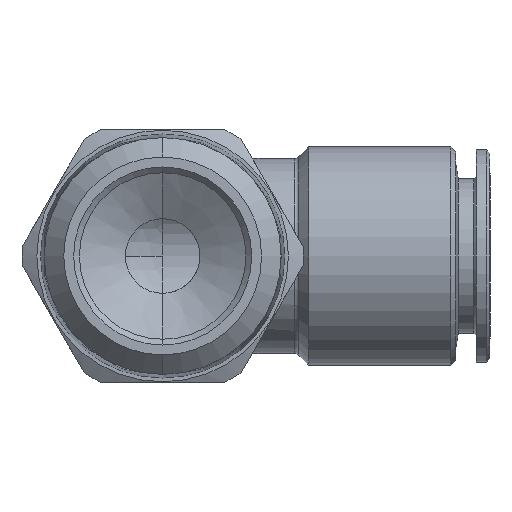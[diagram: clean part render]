
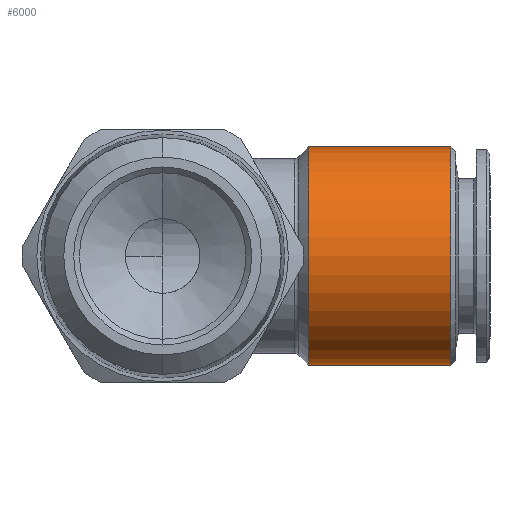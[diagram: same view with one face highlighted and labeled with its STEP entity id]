
A CAD part, front view. The second image highlights one B-rep face of the part: STEP entity #6000.
In plain terms, the highlighted cylindrical face has radius 9.5 mm (diameter 19 mm), a partial arc.
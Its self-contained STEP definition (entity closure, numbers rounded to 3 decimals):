
#49 = FACE_OUTER_BOUND ( 'NONE', #3678, .T. ) ;
#453 = EDGE_CURVE ( 'NONE', #3461, #5515, #1800, .T. ) ;
#601 = ORIENTED_EDGE ( 'NONE', *, *, #453, .T. ) ;
#842 = DIRECTION ( 'NONE',  ( -1., 0., 0. ) ) ;
#862 = DIRECTION ( 'NONE',  ( 0., 0., 1. ) ) ;
#1048 = CIRCLE ( 'NONE', #2549, 9.5 ) ;
#1198 = ORIENTED_EDGE ( 'NONE', *, *, #1839, .F. ) ;
#1236 = CARTESIAN_POINT ( 'NONE',  ( 0., 0., -9.5 ) ) ;
#1505 = LINE ( 'NONE', #1236, #5498 ) ;
#1800 = LINE ( 'NONE', #5510, #5147 ) ;
#1815 = DIRECTION ( 'NONE',  ( 1., 0., 0. ) ) ;
#1836 = DIRECTION ( 'NONE',  ( 0., 0., -1. ) ) ;
#1839 = EDGE_CURVE ( 'NONE', #5394, #2771, #1505, .T. ) ;
#2029 = CIRCLE ( 'NONE', #2952, 9.5 ) ;
#2030 = CARTESIAN_POINT ( 'NONE',  ( 0., 0., 0. ) ) ;
#2347 = CARTESIAN_POINT ( 'NONE',  ( 12.71, 0., 0. ) ) ;
#2549 = AXIS2_PLACEMENT_3D ( 'NONE', #4149, #842, #862 ) ;
#2593 = DIRECTION ( 'NONE',  ( -1., 0., 0. ) ) ;
#2656 = EDGE_CURVE ( 'NONE', #5515, #2771, #2029, .T. ) ;
#2771 = VERTEX_POINT ( 'NONE', #4552 ) ;
#2952 = AXIS2_PLACEMENT_3D ( 'NONE', #2347, #1815, #1836 ) ;
#3461 = VERTEX_POINT ( 'NONE', #5854 ) ;
#3611 = CYLINDRICAL_SURFACE ( 'NONE', #3723, 9.5 ) ;
#3643 = CARTESIAN_POINT ( 'NONE',  ( 12.71, 0., 9.5 ) ) ;
#3678 = EDGE_LOOP ( 'NONE', ( #1198, #5071, #601, #4662 ) ) ;
#3723 = AXIS2_PLACEMENT_3D ( 'NONE', #2030, #5351, #5329 ) ;
#4149 = CARTESIAN_POINT ( 'NONE',  ( 25.1, 0., 0. ) ) ;
#4161 = DIRECTION ( 'NONE',  ( -1., 0., 0. ) ) ;
#4552 = CARTESIAN_POINT ( 'NONE',  ( 12.71, 0., -9.5 ) ) ;
#4662 = ORIENTED_EDGE ( 'NONE', *, *, #2656, .T. ) ;
#4806 = EDGE_CURVE ( 'NONE', #5394, #3461, #1048, .T. ) ;
#5071 = ORIENTED_EDGE ( 'NONE', *, *, #4806, .T. ) ;
#5147 = VECTOR ( 'NONE', #4161, 1000. ) ;
#5329 = DIRECTION ( 'NONE',  ( 0., 0., 1. ) ) ;
#5351 = DIRECTION ( 'NONE',  ( -1., 0., 0. ) ) ;
#5394 = VERTEX_POINT ( 'NONE', #5486 ) ;
#5486 = CARTESIAN_POINT ( 'NONE',  ( 25.1, 0., -9.5 ) ) ;
#5498 = VECTOR ( 'NONE', #2593, 1000. ) ;
#5510 = CARTESIAN_POINT ( 'NONE',  ( 0., 0., 9.5 ) ) ;
#5515 = VERTEX_POINT ( 'NONE', #3643 ) ;
#5854 = CARTESIAN_POINT ( 'NONE',  ( 25.1, 0., 9.5 ) ) ;
#6000 = ADVANCED_FACE ( 'NONE', ( #49 ), #3611, .T. ) ;
